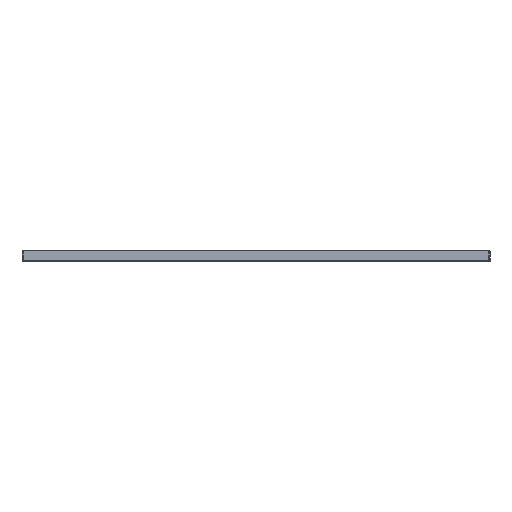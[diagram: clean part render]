
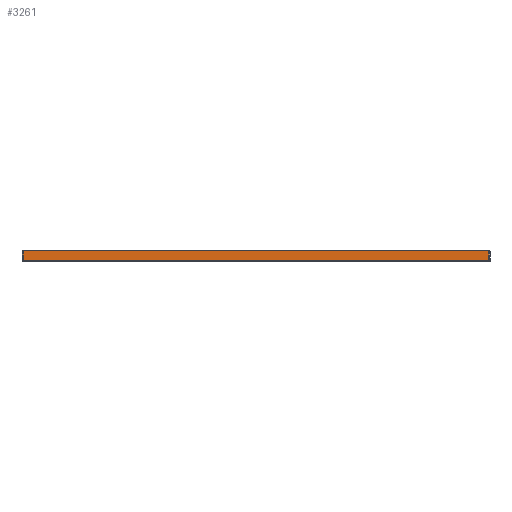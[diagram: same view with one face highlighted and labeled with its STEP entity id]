
A CAD part, top view. The second image highlights one B-rep face of the part: STEP entity #3261.
In plain terms, the highlighted planar face has unit normal (0, 0, 1).
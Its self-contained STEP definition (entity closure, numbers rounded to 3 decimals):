
#107=PLANE('',#3631);
#198=FACE_OUTER_BOUND('',#436,.T.);
#436=EDGE_LOOP('',(#2626,#2627,#2628,#2629));
#582=LINE('',#4841,#882);
#658=LINE('',#5183,#958);
#722=LINE('',#5449,#1022);
#750=LINE('',#5496,#1050);
#882=VECTOR('',#3821,10.);
#958=VECTOR('',#4097,10.);
#1022=VECTOR('',#4329,10.);
#1050=VECTOR('',#4395,10.);
#1386=VERTEX_POINT('',#4838);
#1387=VERTEX_POINT('',#4840);
#1552=VERTEX_POINT('',#5180);
#1553=VERTEX_POINT('',#5182);
#1711=EDGE_CURVE('',#1387,#1386,#582,.T.);
#1882=EDGE_CURVE('',#1552,#1553,#658,.T.);
#2018=EDGE_CURVE('',#1553,#1386,#722,.T.);
#2046=EDGE_CURVE('',#1387,#1552,#750,.T.);
#2626=ORIENTED_EDGE('',*,*,#2018,.F.);
#2627=ORIENTED_EDGE('',*,*,#1882,.F.);
#2628=ORIENTED_EDGE('',*,*,#2046,.F.);
#2629=ORIENTED_EDGE('',*,*,#1711,.T.);
#3261=ADVANCED_FACE('',(#198),#107,.T.);
#3631=AXIS2_PLACEMENT_3D('',#5497,#4396,#4397);
#3821=DIRECTION('',(-1.,0.,0.));
#4097=DIRECTION('',(-1.,0.,0.));
#4329=DIRECTION('',(0.,1.,0.));
#4395=DIRECTION('',(0.,-1.,0.));
#4396=DIRECTION('center_axis',(0.,0.,1.));
#4397=DIRECTION('ref_axis',(-1.,0.,0.));
#4838=CARTESIAN_POINT('',(-122.4,25.,13.));
#4840=CARTESIAN_POINT('',(68.05,25.,13.));
#4841=CARTESIAN_POINT('',(68.55,25.,13.));
#5180=CARTESIAN_POINT('',(68.05,21.,13.));
#5182=CARTESIAN_POINT('',(-122.4,21.,13.));
#5183=CARTESIAN_POINT('',(68.55,21.,13.));
#5449=CARTESIAN_POINT('',(-122.4,25.,13.));
#5496=CARTESIAN_POINT('',(68.05,25.,13.));
#5497=CARTESIAN_POINT('Origin',(68.55,25.,13.));
